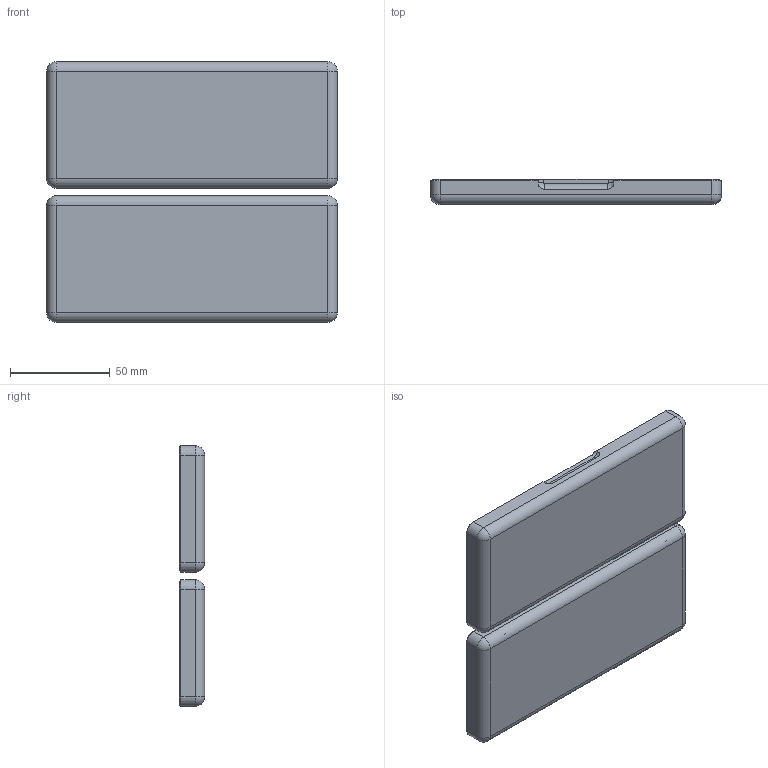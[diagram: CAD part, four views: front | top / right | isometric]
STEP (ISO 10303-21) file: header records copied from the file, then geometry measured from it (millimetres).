
FILE_DESCRIPTION(/* description */ (''),/* implementation_level */ '2;1');
FILE_NAME(/* name */ 'End Mill Case_v21.step',/* time_stamp */ '2020-09-23T18:20:43-07:00',/* author */ (''),/* organization */ (''),/* preprocessor_version */ 'ST-DEVELOPER v18.1',/* originating_system */ 'Autodesk Translation Framework v9.3.0.1241',/* authorisation */ '');
FILE_SCHEMA (('AUTOMOTIVE_DESIGN { 1 0 10303 214 3 1 1 }'));
Length unit declared in the file: inch
Products named in the file (2): End Mill Case v21; Half
Assembly tree (2 placements, depth 2):
  End Mill Case v21
    Half  x2
Bounding box: 146.05 x 12.7 x 130.8 mm (x, y, z)
Volume: 161864.2 mm3; surface area: 56898.5 mm2
Topology: 2 solids, 2 shells, 970 faces, 2298 edges, 1348 vertices
Faces by surface type: cylinder 366, plane 328, cone 120, bspline 100, torus 48, sphere 8
Full cylindrical faces by diameter (mm): 4.025 x12, 6.025 x8, 10.152 x4
Entity records: 14502 total; most frequent: CARTESIAN_POINT 3240, DIRECTION 2483, ORIENTED_EDGE 2298, EDGE_CURVE 1149, AXIS2_PLACEMENT_3D 935, VERTEX_POINT 674, LINE 613, VECTOR 613
